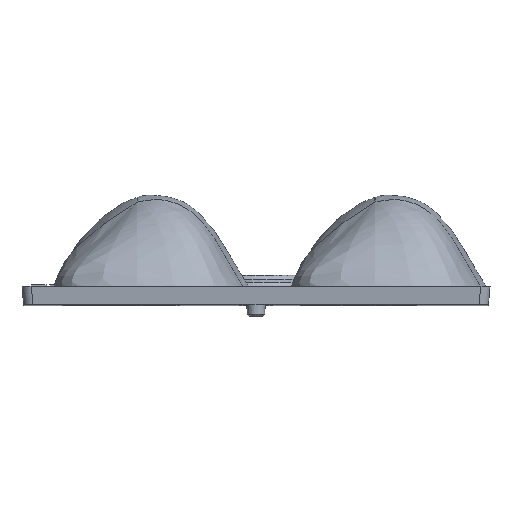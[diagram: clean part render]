
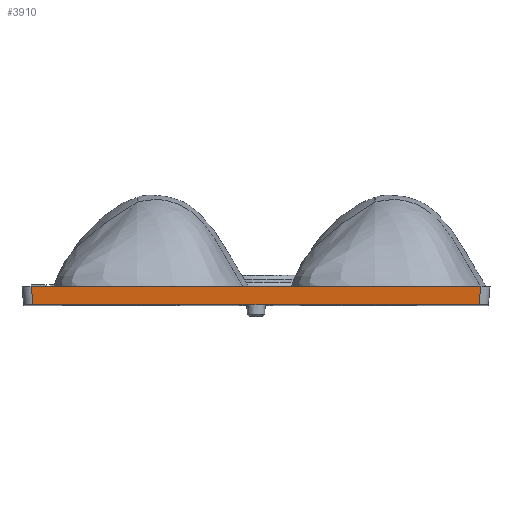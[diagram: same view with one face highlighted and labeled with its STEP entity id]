
A CAD part, top view. The second image highlights one B-rep face of the part: STEP entity #3910.
In plain terms, the highlighted planar face has unit normal (0, -0.087, 0.996).
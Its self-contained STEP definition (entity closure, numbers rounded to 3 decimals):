
#382=DIRECTION('',(1.,0.,0.));
#383=VECTOR('',#382,48.008);
#384=CARTESIAN_POINT('',(-24.004,0.,25.));
#385=LINE('',#384,#383);
#392=CARTESIAN_POINT('',(-24.004,0.,25.));
#885=CARTESIAN_POINT('',(23.829,-2.,24.825));
#915=CARTESIAN_POINT('',(-23.829,-2.,24.825));
#923=DIRECTION('',(1.,0.,0.));
#924=VECTOR('',#923,47.658);
#925=CARTESIAN_POINT('',(-23.829,-2.,24.825));
#926=LINE('',#925,#924);
#1063=DIRECTION('',(-0.087,-0.992,-0.087));
#1064=VECTOR('',#1063,2.015);
#1065=CARTESIAN_POINT('',(24.004,0.,25.));
#1066=LINE('',#1065,#1064);
#1067=DIRECTION('',(0.087,-0.992,-0.087));
#1068=VECTOR('',#1067,2.015);
#1069=CARTESIAN_POINT('',(-24.004,0.,25.));
#1070=LINE('',#1069,#1068);
#2436=VERTEX_POINT('',#885);
#2437=CARTESIAN_POINT('',(24.004,0.,25.));
#2438=VERTEX_POINT('',#2437);
#2450=VERTEX_POINT('',#915);
#2454=VERTEX_POINT('',#392);
#3898=CARTESIAN_POINT('',(-26.933,0.,25.));
#3899=DIRECTION('',(0.,-0.087,0.996));
#3900=DIRECTION('',(1.,0.,0.));
#3901=AXIS2_PLACEMENT_3D('',#3898,#3899,#3900);
#3902=PLANE('',#3901);
#3903=ORIENTED_EDGE('',*,*,#3890,.T.);
#3904=ORIENTED_EDGE('',*,*,#3831,.F.);
#3906=ORIENTED_EDGE('',*,*,#3905,.F.);
#3907=ORIENTED_EDGE('',*,*,#2788,.T.);
#3908=EDGE_LOOP('',(#3903,#3904,#3906,#3907));
#3909=FACE_OUTER_BOUND('',#3908,.F.);
#2788=EDGE_CURVE('',#2454,#2438,#385,.T.);
#3831=EDGE_CURVE('',#2450,#2436,#926,.T.);
#3890=EDGE_CURVE('',#2438,#2436,#1066,.T.);
#3905=EDGE_CURVE('',#2454,#2450,#1070,.T.);
#3910=ADVANCED_FACE('',(#3909),#3902,.T.);
